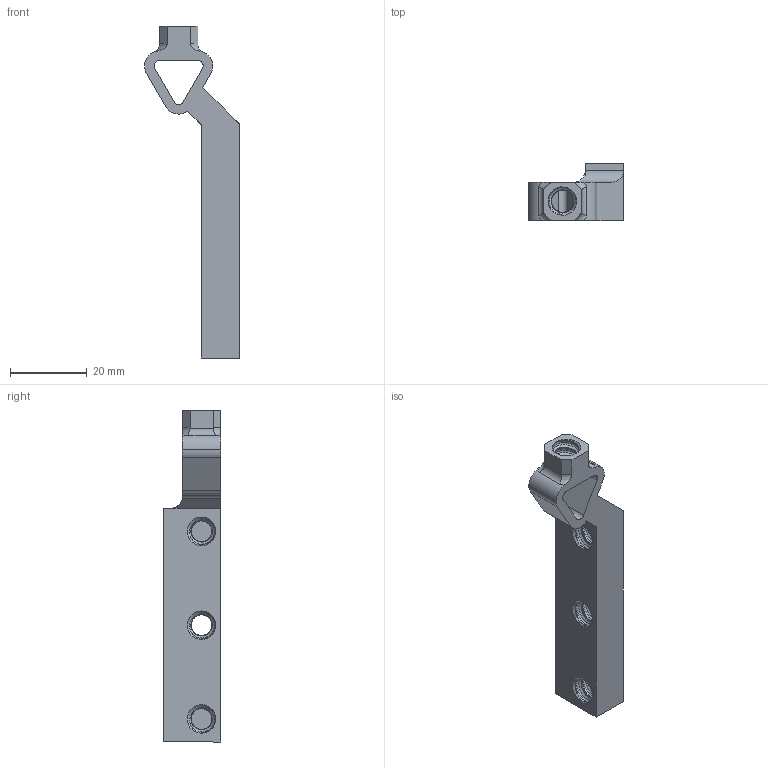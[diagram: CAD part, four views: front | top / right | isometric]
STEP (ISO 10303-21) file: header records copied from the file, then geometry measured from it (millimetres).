
FILE_DESCRIPTION (( 'STEP AP214' ), '1' );
FILE_NAME ('PetriDish_immovable_jaw_screws.STEP', '2019-08-29T16:48:04', ( '' ), ( '' ), 'SwSTEP 2.0', 'SolidWorks 2012', '' );
FILE_SCHEMA (( 'AUTOMOTIVE_DESIGN' ));
Length unit declared in the file: millimetre
Products named in the file (1): PetriDish_immovable_jaw_screws
Bounding box: 24.76 x 15 x 86.52 mm (x, y, z)
Volume: 9705.6 mm3; surface area: 6251.5 mm2
Topology: 1 solids, 1 shells, 147 faces, 408 edges, 275 vertices
Faces by surface type: cylinder 66, plane 36, bspline 30, cone 13, torus 2
Entity records: 21173 total; most frequent: CARTESIAN_POINT 17896, ORIENTED_EDGE 792, DIRECTION 517, EDGE_CURVE 396, VERTEX_POINT 269, AXIS2_PLACEMENT_3D 194, EDGE_LOOP 159, B_SPLINE_CURVE_WITH_KNOTS 159
